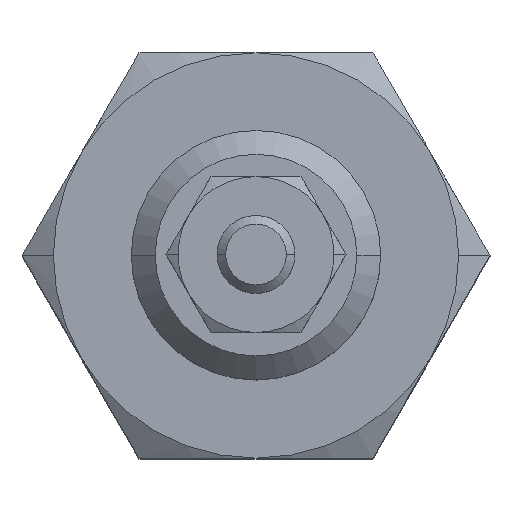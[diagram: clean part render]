
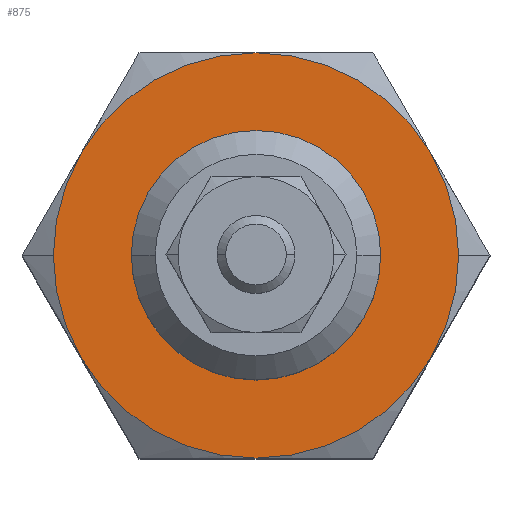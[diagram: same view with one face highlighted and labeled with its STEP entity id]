
A CAD part, top view. The second image highlights one B-rep face of the part: STEP entity #875.
In plain terms, the highlighted planar face has unit normal (0, 0, 1).
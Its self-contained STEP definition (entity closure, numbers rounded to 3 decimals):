
#747=EDGE_CURVE('',#1965,#1349,#2111,.T.);
#819=VERTEX_POINT('',#2189);
#875=ADVANCED_FACE('',(#2255,#2256),#2257,.T.);
#911=EDGE_CURVE('',#1569,#819,#2295,.T.);
#919=EDGE_CURVE('',#1335,#1727,#2305,.T.);
#953=EDGE_CURVE('',#1561,#1083,#2346,.T.);
#993=EDGE_CURVE('',#1083,#1395,#2389,.T.);
#1083=VERTEX_POINT('',#2488);
#1087=EDGE_CURVE('',#1727,#1965,#2492,.T.);
#1271=EDGE_CURVE('',#1395,#1659,#2700,.T.);
#1335=VERTEX_POINT('',#2767);
#1349=VERTEX_POINT('',#2781);
#1395=VERTEX_POINT('',#2835);
#1561=VERTEX_POINT('',#3020);
#1569=VERTEX_POINT('',#3029);
#1583=EDGE_CURVE('',#1659,#1335,#3044,.T.);
#1659=VERTEX_POINT('',#3130);
#1727=VERTEX_POINT('',#3201);
#1751=EDGE_CURVE('',#1349,#1561,#3231,.T.);
#1753=EDGE_CURVE('',#819,#1569,#3233,.T.);
#1965=VERTEX_POINT('',#3476);
#2111=CIRCLE('',#3662,6.5);
#2189=CARTESIAN_POINT('',(0.,4.,32.0));
#2255=FACE_OUTER_BOUND('',#3922,.T.);
#2256=FACE_BOUND('',#3923,.T.);
#2257=PLANE('',#3924);
#2295=CIRCLE('',#4014,4.);
#2305=CIRCLE('',#4025,6.5);
#2346=CIRCLE('',#4086,6.5);
#2389=CIRCLE('',#4189,6.5);
#2488=CARTESIAN_POINT('',(5.629,-3.25,32.0));
#2492=CIRCLE('',#4390,6.5);
#2700=CIRCLE('',#4767,6.5);
#2767=CARTESIAN_POINT('',(-6.5,0.,32.0));
#2781=CARTESIAN_POINT('',(5.629,3.25,32.0));
#2835=CARTESIAN_POINT('',(0.,-6.5,32.0));
#3020=CARTESIAN_POINT('',(6.5,0.,32.0));
#3029=CARTESIAN_POINT('',(0.,-4.,32.0));
#3044=CIRCLE('',#5453,6.5);
#3130=CARTESIAN_POINT('',(-5.629,-3.25,32.0));
#3201=CARTESIAN_POINT('',(-5.629,3.25,32.0));
#3231=CIRCLE('',#5808,6.5);
#3233=CIRCLE('',#5811,4.);
#3476=CARTESIAN_POINT('',(0.,6.5,32.0));
#3662=AXIS2_PLACEMENT_3D('',#6459,#6460,#6461);
#3922=EDGE_LOOP('',(#6624,#6625,#6626,#6627,#6628,#6629,#6630,#6631));
#3923=EDGE_LOOP('',(#6632,#6633));
#3924=AXIS2_PLACEMENT_3D('',#6634,#6635,#6636);
#4014=AXIS2_PLACEMENT_3D('',#6675,#6676,#6677);
#4025=AXIS2_PLACEMENT_3D('',#6692,#6693,#6694);
#4086=AXIS2_PLACEMENT_3D('',#6753,#6754,#6755);
#4189=AXIS2_PLACEMENT_3D('',#6790,#6791,#6792);
#4390=AXIS2_PLACEMENT_3D('',#6894,#6895,#6896);
#4767=AXIS2_PLACEMENT_3D('',#7166,#7167,#7168);
#5453=AXIS2_PLACEMENT_3D('',#7503,#7504,#7505);
#5808=AXIS2_PLACEMENT_3D('',#7723,#7724,#7725);
#5811=AXIS2_PLACEMENT_3D('',#7726,#7727,#7728);
#6459=CARTESIAN_POINT('',(0.,0.,32.0));
#6460=DIRECTION('',(-0.0,0.0,-1.0));
#6461=DIRECTION('',(-1.0,0.,0.0));
#6624=ORIENTED_EDGE('',*,*,#1583,.F.);
#6625=ORIENTED_EDGE('',*,*,#1271,.F.);
#6626=ORIENTED_EDGE('',*,*,#993,.F.);
#6627=ORIENTED_EDGE('',*,*,#953,.F.);
#6628=ORIENTED_EDGE('',*,*,#1751,.F.);
#6629=ORIENTED_EDGE('',*,*,#747,.F.);
#6630=ORIENTED_EDGE('',*,*,#1087,.F.);
#6631=ORIENTED_EDGE('',*,*,#919,.F.);
#6632=ORIENTED_EDGE('',*,*,#911,.T.);
#6633=ORIENTED_EDGE('',*,*,#1753,.T.);
#6634=CARTESIAN_POINT('',(-4.866,0.,32.0));
#6635=DIRECTION('',(0.0,0.0,1.0));
#6636=DIRECTION('',(-1.0,0.,0.0));
#6675=CARTESIAN_POINT('',(0.0,0.,32.0));
#6676=DIRECTION('',(0.0,0.0,-1.0));
#6677=DIRECTION('',(0.,-1.0,0.0));
#6692=CARTESIAN_POINT('',(0.,0.,32.0));
#6693=DIRECTION('',(-0.0,0.0,-1.0));
#6694=DIRECTION('',(-1.0,0.,0.0));
#6753=CARTESIAN_POINT('',(0.,0.,32.0));
#6754=DIRECTION('',(-0.0,0.0,-1.0));
#6755=DIRECTION('',(-1.0,0.,0.0));
#6790=CARTESIAN_POINT('',(0.,0.,32.0));
#6791=DIRECTION('',(-0.0,0.0,-1.0));
#6792=DIRECTION('',(-1.0,0.,0.0));
#6894=CARTESIAN_POINT('',(0.,0.,32.0));
#6895=DIRECTION('',(-0.0,0.0,-1.0));
#6896=DIRECTION('',(-1.0,0.,0.0));
#7166=CARTESIAN_POINT('',(0.,0.,32.0));
#7167=DIRECTION('',(-0.0,0.0,-1.0));
#7168=DIRECTION('',(-1.0,0.,0.0));
#7503=CARTESIAN_POINT('',(0.,0.,32.0));
#7504=DIRECTION('',(-0.0,0.0,-1.0));
#7505=DIRECTION('',(-1.0,0.,0.0));
#7723=CARTESIAN_POINT('',(0.,0.,32.0));
#7724=DIRECTION('',(-0.0,0.0,-1.0));
#7725=DIRECTION('',(-1.0,0.,0.0));
#7726=CARTESIAN_POINT('',(0.0,0.,32.0));
#7727=DIRECTION('',(0.0,0.0,-1.0));
#7728=DIRECTION('',(0.,-1.0,0.0));
